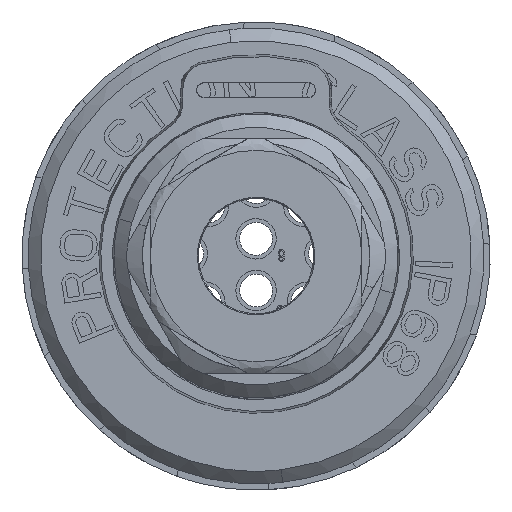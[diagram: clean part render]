
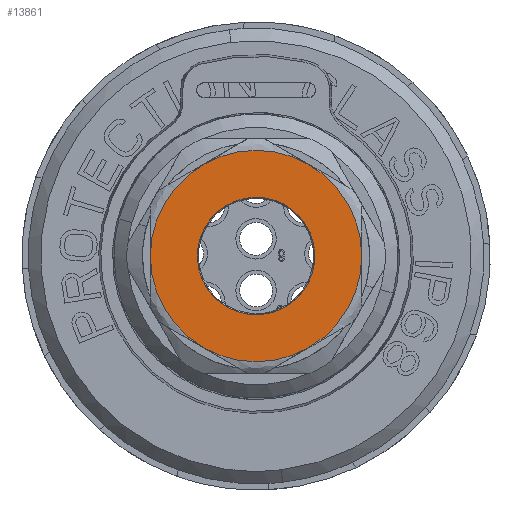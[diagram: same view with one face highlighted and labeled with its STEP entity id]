
A CAD part, left-side view. The second image highlights one B-rep face of the part: STEP entity #13861.
In plain terms, the highlighted planar face has unit normal (-1, 0, 0).
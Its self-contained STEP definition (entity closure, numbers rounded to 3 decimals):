
#13861=ADVANCED_FACE('',(#22088,#22089),#22090,.F.);
#22088=FACE_OUTER_BOUND('',#26803,.T.);
#22089=FACE_BOUND('',#26804,.T.);
#22090=PLANE('',#26805);
#26803=EDGE_LOOP('',(#33565,#33566,#33567,#33568,#33569,#33570));
#26804=EDGE_LOOP('',(#33571,#33572,#33573));
#26805=AXIS2_PLACEMENT_3D('',#33574,#33575,#33576);
#33565=ORIENTED_EDGE('',*,*,#55588,.T.);
#33566=ORIENTED_EDGE('',*,*,#55585,.F.);
#33567=ORIENTED_EDGE('',*,*,#55589,.F.);
#33568=ORIENTED_EDGE('',*,*,#55590,.T.);
#33569=ORIENTED_EDGE('',*,*,#55591,.F.);
#33570=ORIENTED_EDGE('',*,*,#55592,.F.);
#33571=ORIENTED_EDGE('',*,*,#55154,.F.);
#33572=ORIENTED_EDGE('',*,*,#55153,.F.);
#33573=ORIENTED_EDGE('',*,*,#55593,.F.);
#33574=CARTESIAN_POINT('',(-68.347,0.,8.918));
#33575=DIRECTION('',(1.0,0.0,0.0));
#33576=DIRECTION('',(0.0,1.0,0.0));
#55153=EDGE_CURVE('',#60022,#60024,#60025,.T.);
#55154=EDGE_CURVE('',#60024,#60018,#60026,.T.);
#55585=EDGE_CURVE('',#60852,#60845,#60853,.T.);
#55588=EDGE_CURVE('',#60857,#60845,#60858,.T.);
#55589=EDGE_CURVE('',#60859,#60852,#60860,.T.);
#55590=EDGE_CURVE('',#60859,#60861,#60862,.T.);
#55591=EDGE_CURVE('',#60863,#60861,#60864,.T.);
#55592=EDGE_CURVE('',#60857,#60863,#60865,.T.);
#55593=EDGE_CURVE('',#60018,#60022,#60866,.T.);
#60018=VERTEX_POINT('',#63620);
#60022=VERTEX_POINT('',#63625);
#60024=VERTEX_POINT('',#63628);
#60025=CIRCLE('',#63629,4.765);
#60026=CIRCLE('',#63630,4.765);
#60845=VERTEX_POINT('',#64813);
#60852=VERTEX_POINT('',#64836);
#60853=CIRCLE('',#64837,8.575);
#60857=VERTEX_POINT('',#64848);
#60858=CIRCLE('',#64849,8.575);
#60859=VERTEX_POINT('',#64850);
#60860=CIRCLE('',#64851,8.575);
#60861=VERTEX_POINT('',#64852);
#60862=CIRCLE('',#64853,8.575);
#60863=VERTEX_POINT('',#64854);
#60864=CIRCLE('',#64855,8.575);
#60865=CIRCLE('',#64856,8.575);
#60866=CIRCLE('',#64857,4.765);
#63620=CARTESIAN_POINT('',(-68.347,4.756,-0.299));
#63625=CARTESIAN_POINT('',(-68.347,-4.756,0.299));
#63628=CARTESIAN_POINT('',(-68.347,4.765,0.0));
#63629=AXIS2_PLACEMENT_3D('',#68796,#68797,#68798);
#63630=AXIS2_PLACEMENT_3D('',#68799,#68800,#68801);
#64813=CARTESIAN_POINT('',(-68.347,-4.288,-7.426));
#64836=CARTESIAN_POINT('',(-68.347,-8.575,0.));
#64837=AXIS2_PLACEMENT_3D('',#69354,#69355,#69356);
#64848=CARTESIAN_POINT('',(-68.347,4.287,-7.426));
#64849=AXIS2_PLACEMENT_3D('',#69360,#69361,#69362);
#64850=CARTESIAN_POINT('',(-68.347,-4.287,7.426));
#64851=AXIS2_PLACEMENT_3D('',#69363,#69364,#69365);
#64852=CARTESIAN_POINT('',(-68.347,4.288,7.426));
#64853=AXIS2_PLACEMENT_3D('',#69366,#69367,#69368);
#64854=CARTESIAN_POINT('',(-68.347,8.575,0.));
#64855=AXIS2_PLACEMENT_3D('',#69369,#69370,#69371);
#64856=AXIS2_PLACEMENT_3D('',#69372,#69373,#69374);
#64857=AXIS2_PLACEMENT_3D('',#69375,#69376,#69377);
#68796=CARTESIAN_POINT('',(-68.347,0.0,0.0));
#68797=DIRECTION('',(-1.0,0.0,0.0));
#68798=DIRECTION('',(0.0,-1.0,0.0));
#68799=CARTESIAN_POINT('',(-68.347,0.0,0.0));
#68800=DIRECTION('',(-1.0,0.0,0.0));
#68801=DIRECTION('',(0.0,-1.0,0.0));
#69354=CARTESIAN_POINT('',(-68.347,0.0,0.0));
#69355=DIRECTION('',(1.0,0.0,0.0));
#69356=DIRECTION('',(0.0,-1.0,0.));
#69360=CARTESIAN_POINT('',(-68.347,0.0,0.0));
#69361=DIRECTION('',(-1.0,0.0,0.0));
#69362=DIRECTION('',(0.0,0.5,-0.866));
#69363=CARTESIAN_POINT('',(-68.347,0.0,0.0));
#69364=DIRECTION('',(1.0,0.0,0.0));
#69365=DIRECTION('',(0.0,-0.5,0.866));
#69366=CARTESIAN_POINT('',(-68.347,0.0,0.0));
#69367=DIRECTION('',(-1.0,0.0,0.0));
#69368=DIRECTION('',(0.0,-0.5,0.866));
#69369=CARTESIAN_POINT('',(-68.347,0.0,0.0));
#69370=DIRECTION('',(1.0,0.0,0.0));
#69371=DIRECTION('',(0.0,1.0,0.));
#69372=CARTESIAN_POINT('',(-68.347,0.0,0.0));
#69373=DIRECTION('',(1.0,0.0,0.0));
#69374=DIRECTION('',(0.0,0.5,-0.866));
#69375=CARTESIAN_POINT('',(-68.347,0.0,0.0));
#69376=DIRECTION('',(-1.0,0.0,0.0));
#69377=DIRECTION('',(0.0,-1.0,0.0));
